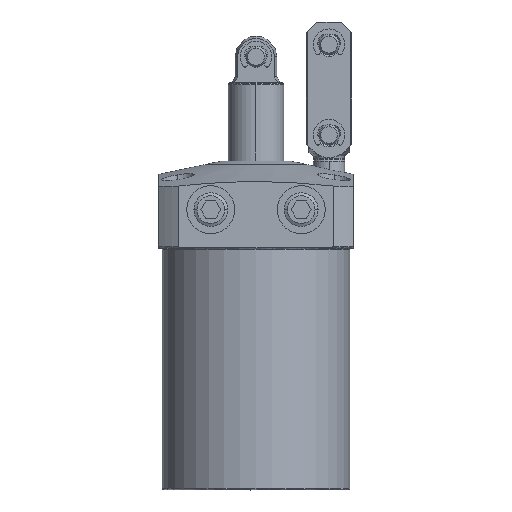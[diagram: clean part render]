
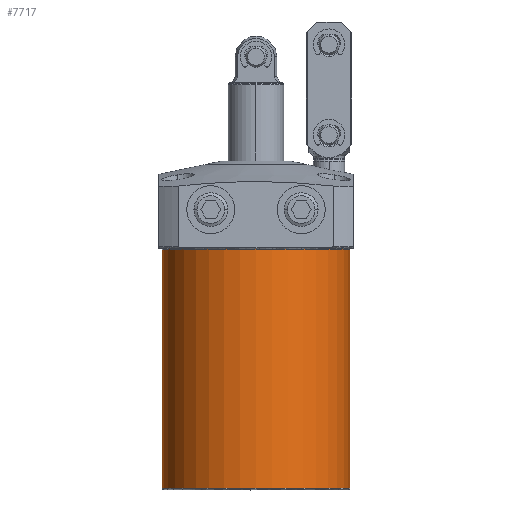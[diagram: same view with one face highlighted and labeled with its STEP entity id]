
A CAD part, top view. The second image highlights one B-rep face of the part: STEP entity #7717.
In plain terms, the highlighted cylindrical face has radius 27 mm (diameter 54 mm), a partial arc.
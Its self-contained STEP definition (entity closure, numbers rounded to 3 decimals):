
#2464 = ORIENTED_EDGE ( 'NONE', *, *, #7559, .F. ) ;
#2465 = ORIENTED_EDGE ( 'NONE', *, *, #7544, .T. ) ;
#2466 = ORIENTED_EDGE ( 'NONE', *, *, #7558, .T. ) ;
#2467 = ORIENTED_EDGE ( 'NONE', *, *, #7557, .T. ) ;
#2819 = EDGE_LOOP ( 'NONE', ( #2467, #2466, #2465, #2464 ) ) ;
#3030 = LINE ( 'NONE', #10496, #3062 ) ;
#3060 = LINE ( 'NONE', #10486, #3068 ) ;
#3062 = VECTOR ( 'NONE', #10495, 1000. ) ;
#3068 = VECTOR ( 'NONE', #10485, 1000. ) ;
#3494 = CARTESIAN_POINT ( 'NONE',  ( 0., 0., 0. ) ) ;
#3496 = DIRECTION ( 'NONE',  ( 0., 1., 0. ) ) ;
#3498 = DIRECTION ( 'NONE',  ( -1., 0., 0. ) ) ;
#3926 = CIRCLE ( 'NONE', #5876, 27. ) ;
#3964 = CIRCLE ( 'NONE', #5865, 27. ) ;
#5865 = AXIS2_PLACEMENT_3D ( 'NONE', #10659, #10658, #10657 ) ;
#5876 = AXIS2_PLACEMENT_3D ( 'NONE', #10489, #10488, #10487 ) ;
#5944 = AXIS2_PLACEMENT_3D ( 'NONE', #3494, #3496, #3498 ) ;
#6803 = VERTEX_POINT ( 'NONE', #10864 ) ;
#6807 = VERTEX_POINT ( 'NONE', #10860 ) ;
#6835 = VERTEX_POINT ( 'NONE', #10834 ) ;
#6869 = VERTEX_POINT ( 'NONE', #10800 ) ;
#7544 = EDGE_CURVE ( 'NONE', #6835, #6807, #3964, .T. ) ;
#7557 = EDGE_CURVE ( 'NONE', #6803, #6869, #3926, .T. ) ;
#7558 = EDGE_CURVE ( 'NONE', #6869, #6835, #3030, .T. ) ;
#7559 = EDGE_CURVE ( 'NONE', #6803, #6807, #3060, .T. ) ;
#7717 = ADVANCED_FACE ( 'NONE', ( #8056 ), #8060, .T. ) ;
#8056 = FACE_OUTER_BOUND ( 'NONE', #2819, .T. ) ;
#8060 = CYLINDRICAL_SURFACE ( 'NONE', #5944, 27. ) ;
#10485 = DIRECTION ( 'NONE',  ( 0., 1., 0. ) ) ;
#10486 = CARTESIAN_POINT ( 'NONE',  ( -27., 0., 0. ) ) ;
#10487 = DIRECTION ( 'NONE',  ( -1., 0., 0. ) ) ;
#10488 = DIRECTION ( 'NONE',  ( 0., 1., 0. ) ) ;
#10489 = CARTESIAN_POINT ( 'NONE',  ( 0., -93., 0. ) ) ;
#10495 = DIRECTION ( 'NONE',  ( 0., 1., 0. ) ) ;
#10496 = CARTESIAN_POINT ( 'NONE',  ( 27., 0., 0. ) ) ;
#10657 = DIRECTION ( 'NONE',  ( -1., 0., 0. ) ) ;
#10658 = DIRECTION ( 'NONE',  ( 0., -1., 0. ) ) ;
#10659 = CARTESIAN_POINT ( 'NONE',  ( 0., -24.3, 0. ) ) ;
#10800 = CARTESIAN_POINT ( 'NONE',  ( 27., -93., 0. ) ) ;
#10834 = CARTESIAN_POINT ( 'NONE',  ( 27., -24.3, 0. ) ) ;
#10860 = CARTESIAN_POINT ( 'NONE',  ( -27., -24.3, 0. ) ) ;
#10864 = CARTESIAN_POINT ( 'NONE',  ( -27., -93., 0. ) ) ;
